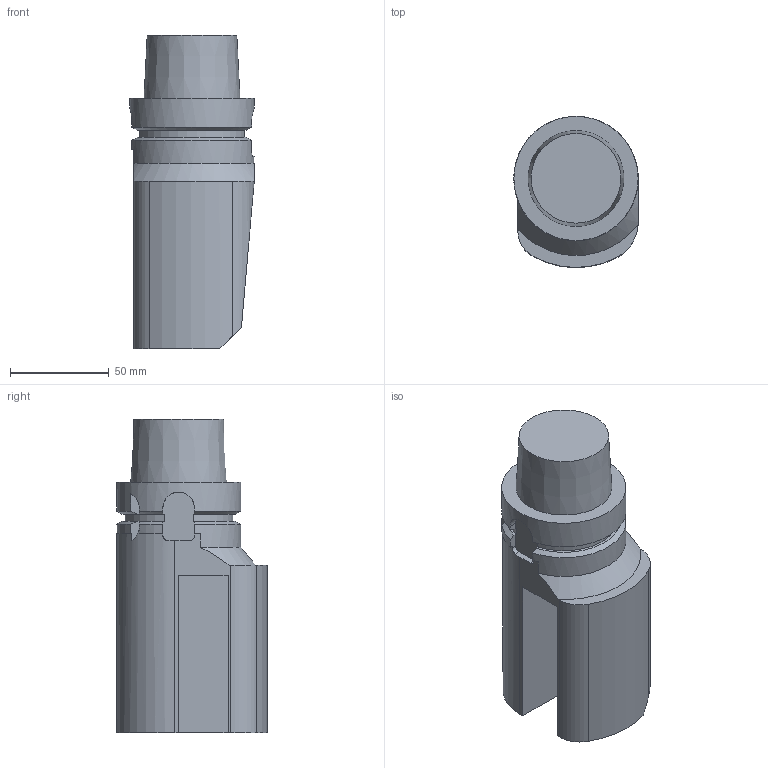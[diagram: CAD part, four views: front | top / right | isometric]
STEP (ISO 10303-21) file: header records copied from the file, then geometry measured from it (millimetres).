
FILE_DESCRIPTION((''),'1');
FILE_NAME('HSK-T63-180-BH25R-125.stp','2022-10-05T05:46:24',(''),(''),'Spatial Interop R21 SP3','Kubotek KeyCreator 2011 V10.0.2 (22737)',' ');
FILE_SCHEMA(('automotive_design'));
Length unit declared in the file: millimetre
Products named in the file (1): 240[2]
Bounding box: 63 x 76.5 x 159 mm (x, y, z)
Volume: 455882.3 mm3; surface area: 44420.4 mm2
Topology: 1 solids, 1 shells, 62 faces, 178 edges, 119 vertices
Faces by surface type: plane 36, cylinder 18, cone 8
Full cylindrical faces by diameter (mm): 63 x1
Entity records: 3794 total; most frequent: CARTESIAN_POINT 542, ORIENTED_EDGE 350, DIRECTION 329, PRESENTATION_STYLE_ASSIGNMENT 301, COLOUR_RGB 301, STYLED_ITEM 238, CURVE_STYLE 238, DRAUGHTING_PRE_DEFINED_CURVE_FONT 238
